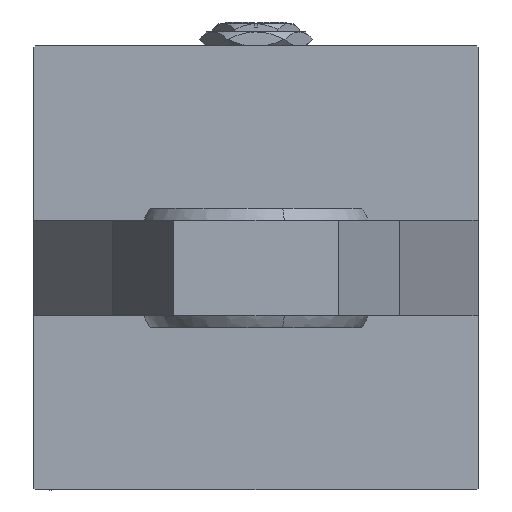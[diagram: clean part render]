
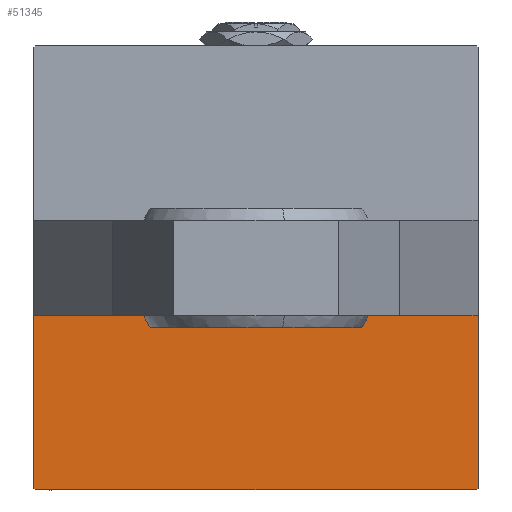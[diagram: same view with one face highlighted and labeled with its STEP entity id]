
A CAD part, left-side view. The second image highlights one B-rep face of the part: STEP entity #51345.
In plain terms, the highlighted planar face has unit normal (-1, 0, 0).
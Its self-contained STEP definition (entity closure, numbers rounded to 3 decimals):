
#156 = VECTOR ( 'NONE', #48705, 1000. ) ;
#2580 = VERTEX_POINT ( 'NONE', #36064 ) ;
#2915 = VERTEX_POINT ( 'NONE', #49102 ) ;
#3401 = ORIENTED_EDGE ( 'NONE', *, *, #47208, .F. ) ;
#4289 = DIRECTION ( 'NONE',  ( 0., -1., 0. ) ) ;
#4757 = DIRECTION ( 'NONE',  ( 0., 0., 1. ) ) ;
#4829 = CARTESIAN_POINT ( 'NONE',  ( 0., 65., 65. ) ) ;
#5286 = VERTEX_POINT ( 'NONE', #47395 ) ;
#8350 = EDGE_CURVE ( 'NONE', #2915, #2580, #22001, .T. ) ;
#8768 = CARTESIAN_POINT ( 'NONE',  ( 0., 0., 0. ) ) ;
#9869 = CARTESIAN_POINT ( 'NONE',  ( 0., -64.5, 65. ) ) ;
#12192 = EDGE_LOOP ( 'NONE', ( #3401, #44311, #28750, #49268, #44391, #30574 ) ) ;
#12650 = LINE ( 'NONE', #44667, #156 ) ;
#13922 = DIRECTION ( 'NONE',  ( 0., -1., 0. ) ) ;
#14846 = EDGE_CURVE ( 'NONE', #5286, #2915, #20310, .T. ) ;
#15401 = DIRECTION ( 'NONE',  ( 0., 0.707, 0.707 ) ) ;
#16873 = VERTEX_POINT ( 'NONE', #42096 ) ;
#18143 = LINE ( 'NONE', #46930, #22047 ) ;
#19007 = VECTOR ( 'NONE', #15401, 1000. ) ;
#20310 = LINE ( 'NONE', #20572, #26563 ) ;
#20572 = CARTESIAN_POINT ( 'NONE',  ( 0., -14., 65. ) ) ;
#21166 = DIRECTION ( 'NONE',  ( -1., 0., 0. ) ) ;
#22001 = LINE ( 'NONE', #26579, #37548 ) ;
#22047 = VECTOR ( 'NONE', #34560, 1000. ) ;
#22496 = VERTEX_POINT ( 'NONE', #27988 ) ;
#25497 = EDGE_CURVE ( 'NONE', #22496, #16873, #12650, .T. ) ;
#26563 = VECTOR ( 'NONE', #36957, 1000. ) ;
#26579 = CARTESIAN_POINT ( 'NONE',  ( 0., 65., -65. ) ) ;
#27988 = CARTESIAN_POINT ( 'NONE',  ( 0., -65., 64.5 ) ) ;
#28056 = CARTESIAN_POINT ( 'NONE',  ( 0., -64.75, 64.75 ) ) ;
#28179 = PLANE ( 'NONE',  #41585 ) ;
#28750 = ORIENTED_EDGE ( 'NONE', *, *, #8350, .T. ) ;
#30574 = ORIENTED_EDGE ( 'NONE', *, *, #42256, .T. ) ;
#33791 = VERTEX_POINT ( 'NONE', #9869 ) ;
#34560 = DIRECTION ( 'NONE',  ( 0., -0.707, 0.707 ) ) ;
#35660 = EDGE_CURVE ( 'NONE', #2580, #16873, #18143, .T. ) ;
#36064 = CARTESIAN_POINT ( 'NONE',  ( 0., -64.5, -65. ) ) ;
#36957 = DIRECTION ( 'NONE',  ( 0., 0., -1. ) ) ;
#37548 = VECTOR ( 'NONE', #13922, 1000. ) ;
#38143 = LINE ( 'NONE', #4829, #51722 ) ;
#41585 = AXIS2_PLACEMENT_3D ( 'NONE', #8768, #21166, #4757 ) ;
#42096 = CARTESIAN_POINT ( 'NONE',  ( 0., -65., -64.5 ) ) ;
#42256 = EDGE_CURVE ( 'NONE', #22496, #33791, #51972, .T. ) ;
#44311 = ORIENTED_EDGE ( 'NONE', *, *, #14846, .T. ) ;
#44391 = ORIENTED_EDGE ( 'NONE', *, *, #25497, .F. ) ;
#44667 = CARTESIAN_POINT ( 'NONE',  ( 0., -65., 65. ) ) ;
#46930 = CARTESIAN_POINT ( 'NONE',  ( 0., -64.75, -64.75 ) ) ;
#47208 = EDGE_CURVE ( 'NONE', #5286, #33791, #38143, .T. ) ;
#47395 = CARTESIAN_POINT ( 'NONE',  ( 0., -14., 65. ) ) ;
#48705 = DIRECTION ( 'NONE',  ( 0., 0., -1. ) ) ;
#48863 = FACE_OUTER_BOUND ( 'NONE', #12192, .T. ) ;
#49102 = CARTESIAN_POINT ( 'NONE',  ( 0., -14., -65. ) ) ;
#49268 = ORIENTED_EDGE ( 'NONE', *, *, #35660, .T. ) ;
#51345 = ADVANCED_FACE ( 'NONE', ( #48863 ), #28179, .T. ) ;
#51722 = VECTOR ( 'NONE', #4289, 1000. ) ;
#51972 = LINE ( 'NONE', #28056, #19007 ) ;
